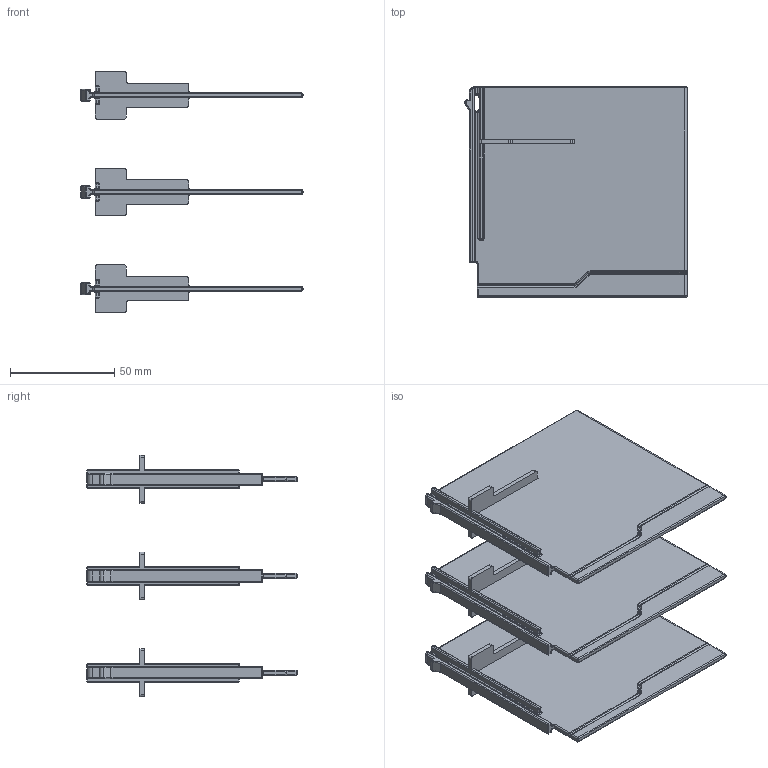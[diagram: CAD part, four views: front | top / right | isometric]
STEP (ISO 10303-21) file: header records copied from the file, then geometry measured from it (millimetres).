
FILE_DESCRIPTION((''),'2;1');
FILE_NAME('1SDH002065A1177_IGES','2019-05-17T',('ITSTCAR1'),(''),'CREO PARAMETRIC BY PTC INC, 2016050','CREO PARAMETRIC BY PTC INC, 2016050','');
FILE_SCHEMA(('AUTOMOTIVE_DESIGN { 1 0 10303 214 1 1 1 1 }'));
Length unit declared in the file: millimetre
Products named in the file (1): 1SDH002065A1177_IGES
Bounding box: 106.8 x 101 x 116 mm (x, y, z)
Volume: 86489.5 mm3; surface area: 73573.6 mm2
Topology: 3 solids, 3 shells, 744 faces, 1767 edges, 1026 vertices
Faces by surface type: cylinder 315, plane 183, torus 102, sphere 60, bspline 60, cone 24
Entity records: 32381 total; most frequent: CARTESIAN_POINT 9530, DIRECTION 3711, ORIENTED_EDGE 3534, EDGE_CURVE 1767, AXIS2_PLACEMENT_3D 1437, VERTEX_POINT 1026, VECTOR 837, LINE 837
